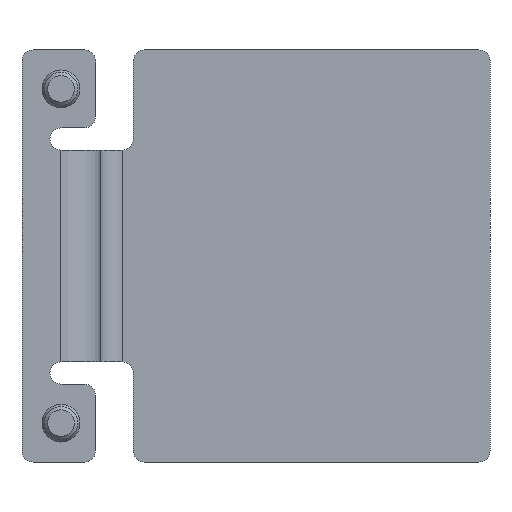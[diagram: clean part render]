
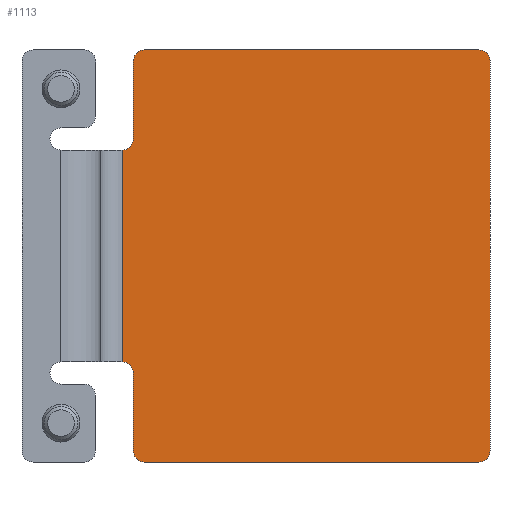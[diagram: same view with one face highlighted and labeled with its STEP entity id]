
A CAD part, left-side view. The second image highlights one B-rep face of the part: STEP entity #1113.
In plain terms, the highlighted face is planar.
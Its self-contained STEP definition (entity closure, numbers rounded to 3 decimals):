
#96=LINE('',#1793,#190);
#99=LINE('',#1802,#193);
#100=LINE('',#1806,#194);
#101=LINE('',#1811,#195);
#102=LINE('',#1815,#196);
#103=LINE('',#1819,#197);
#190=VECTOR('',#1418,1000.);
#193=VECTOR('',#1425,1000.);
#194=VECTOR('',#1428,1000.);
#195=VECTOR('',#1433,1000.);
#196=VECTOR('',#1436,1000.);
#197=VECTOR('',#1439,1000.);
#314=ORIENTED_EDGE('',*,*,#633,.F.);
#315=ORIENTED_EDGE('',*,*,#634,.T.);
#316=ORIENTED_EDGE('',*,*,#635,.T.);
#317=ORIENTED_EDGE('',*,*,#636,.F.);
#318=ORIENTED_EDGE('',*,*,#637,.T.);
#319=ORIENTED_EDGE('',*,*,#630,.T.);
#320=ORIENTED_EDGE('',*,*,#638,.T.);
#321=ORIENTED_EDGE('',*,*,#639,.T.);
#322=ORIENTED_EDGE('',*,*,#640,.T.);
#323=ORIENTED_EDGE('',*,*,#641,.T.);
#324=ORIENTED_EDGE('',*,*,#642,.F.);
#325=ORIENTED_EDGE('',*,*,#643,.F.);
#630=EDGE_CURVE('',#790,#791,#96,.T.);
#633=EDGE_CURVE('',#792,#793,#875,.F.);
#634=EDGE_CURVE('',#792,#794,#99,.T.);
#635=EDGE_CURVE('',#794,#795,#876,.F.);
#636=EDGE_CURVE('',#796,#795,#100,.T.);
#637=EDGE_CURVE('',#796,#790,#877,.F.);
#638=EDGE_CURVE('',#791,#797,#878,.F.);
#639=EDGE_CURVE('',#797,#798,#101,.T.);
#640=EDGE_CURVE('',#798,#799,#879,.F.);
#641=EDGE_CURVE('',#799,#800,#102,.T.);
#642=EDGE_CURVE('',#801,#800,#880,.F.);
#643=EDGE_CURVE('',#793,#801,#103,.T.);
#790=VERTEX_POINT('',#1794);
#791=VERTEX_POINT('',#1795);
#792=VERTEX_POINT('',#1800);
#793=VERTEX_POINT('',#1801);
#794=VERTEX_POINT('',#1803);
#795=VERTEX_POINT('',#1805);
#796=VERTEX_POINT('',#1807);
#797=VERTEX_POINT('',#1810);
#798=VERTEX_POINT('',#1812);
#799=VERTEX_POINT('',#1814);
#800=VERTEX_POINT('',#1816);
#801=VERTEX_POINT('',#1818);
#875=CIRCLE('',#1234,1.);
#876=CIRCLE('',#1235,1.);
#877=CIRCLE('',#1236,1.);
#878=CIRCLE('',#1237,1.);
#879=CIRCLE('',#1238,1.);
#880=CIRCLE('',#1239,1.);
#917=EDGE_LOOP('',(#314,#315,#316,#317,#318,#319,#320,#321,#322,#323,#324,
#325));
#999=FACE_BOUND('',#917,.T.);
#1078=PLANE('',#1233);
#1113=ADVANCED_FACE('',(#999),#1078,.F.);
#1233=AXIS2_PLACEMENT_3D('',#1798,#1421,#1422);
#1234=AXIS2_PLACEMENT_3D('',#1799,#1423,#1424);
#1235=AXIS2_PLACEMENT_3D('',#1804,#1426,#1427);
#1236=AXIS2_PLACEMENT_3D('',#1808,#1429,#1430);
#1237=AXIS2_PLACEMENT_3D('',#1809,#1431,#1432);
#1238=AXIS2_PLACEMENT_3D('',#1813,#1434,#1435);
#1239=AXIS2_PLACEMENT_3D('',#1817,#1437,#1438);
#1418=DIRECTION('',(-1.,0.,0.));
#1421=DIRECTION('',(0.,0.,1.));
#1422=DIRECTION('',(1.,0.,0.));
#1423=DIRECTION('',(0.,0.,1.));
#1424=DIRECTION('',(1.,0.,0.));
#1425=DIRECTION('',(1.,0.,0.));
#1426=DIRECTION('',(0.,0.,1.));
#1427=DIRECTION('',(1.,0.,0.));
#1428=DIRECTION('',(0.,1.,0.));
#1429=DIRECTION('',(0.,0.,1.));
#1430=DIRECTION('',(1.,0.,0.));
#1431=DIRECTION('',(0.,0.,1.));
#1432=DIRECTION('',(1.,0.,0.));
#1433=DIRECTION('',(0.,1.,0.));
#1434=DIRECTION('',(0.,0.,1.));
#1435=DIRECTION('',(1.,0.,0.));
#1436=DIRECTION('',(1.,0.,0.));
#1437=DIRECTION('',(0.,0.,1.));
#1438=DIRECTION('',(1.,0.,0.));
#1439=DIRECTION('',(-1.,0.,0.));
#1793=CARTESIAN_POINT('',(18.5,0.,-2.));
#1794=CARTESIAN_POINT('',(17.5,0.,-2.));
#1795=CARTESIAN_POINT('',(-17.5,0.,-2.));
#1798=CARTESIAN_POINT('',(18.5,0.,-2.));
#1799=CARTESIAN_POINT('',(10.5,33.,-2.));
#1800=CARTESIAN_POINT('',(10.5,32.,-2.));
#1801=CARTESIAN_POINT('',(9.5,33.,-2.));
#1802=CARTESIAN_POINT('',(18.5,32.,-2.));
#1803=CARTESIAN_POINT('',(17.5,32.,-2.));
#1804=CARTESIAN_POINT('',(17.5,31.,-2.));
#1805=CARTESIAN_POINT('',(18.5,31.,-2.));
#1806=CARTESIAN_POINT('',(18.5,0.,-2.));
#1807=CARTESIAN_POINT('',(18.5,1.,-2.));
#1808=CARTESIAN_POINT('',(17.5,1.,-2.));
#1809=CARTESIAN_POINT('',(-17.5,1.,-2.));
#1810=CARTESIAN_POINT('',(-18.5,1.,-2.));
#1811=CARTESIAN_POINT('',(-18.5,0.,-2.));
#1812=CARTESIAN_POINT('',(-18.5,31.,-2.));
#1813=CARTESIAN_POINT('',(-17.5,31.,-2.));
#1814=CARTESIAN_POINT('',(-17.5,32.,-2.));
#1815=CARTESIAN_POINT('',(18.5,32.,-2.));
#1816=CARTESIAN_POINT('',(-10.5,32.,-2.));
#1817=CARTESIAN_POINT('',(-10.5,33.,-2.));
#1818=CARTESIAN_POINT('',(-9.5,33.,-2.));
#1819=CARTESIAN_POINT('',(10.5,33.,-2.));
